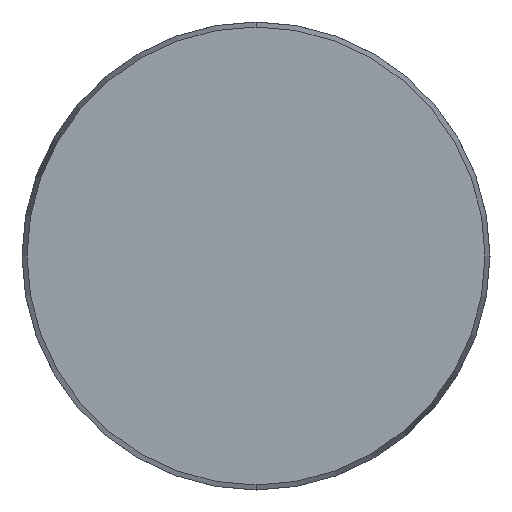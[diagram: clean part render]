
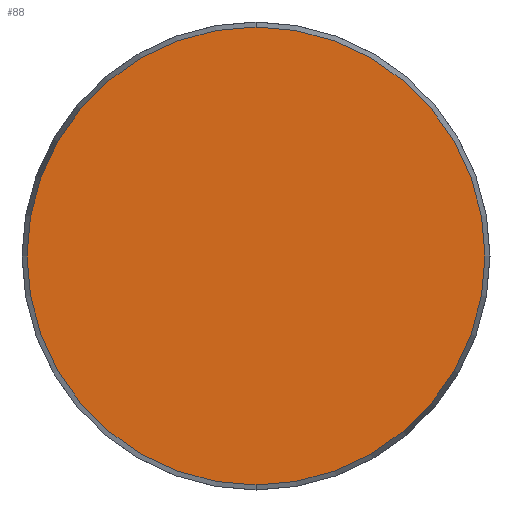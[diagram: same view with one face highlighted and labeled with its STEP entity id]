
A CAD part, front view. The second image highlights one B-rep face of the part: STEP entity #88.
In plain terms, the highlighted planar face has unit normal (0, -1, 0).
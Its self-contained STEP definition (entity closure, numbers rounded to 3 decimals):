
#20 = EDGE_CURVE ( 'NONE', #214, #662, #988, .T. ) ;
#26 = PLANE ( 'NONE',  #610 ) ;
#32 = CARTESIAN_POINT ( 'NONE',  ( -39.143, 0., 0. ) ) ;
#88 = ADVANCED_FACE ( 'NONE', ( #726 ), #26, .F. ) ;
#115 = CARTESIAN_POINT ( 'NONE',  ( 0., 0., -39.143 ) ) ;
#214 = VERTEX_POINT ( 'NONE', #295 ) ;
#230 = ORIENTED_EDGE ( 'NONE', *, *, #957, .T. ) ;
#245 = EDGE_LOOP ( 'NONE', ( #702, #230 ) ) ;
#264 = DIRECTION ( 'NONE',  ( 0., 0., 1. ) ) ;
#267 = DIRECTION ( 'NONE',  ( 0., -1., 0. ) ) ;
#295 = CARTESIAN_POINT ( 'NONE',  ( 0., 0., 39.143 ) ) ;
#403 = CARTESIAN_POINT ( 'NONE',  ( 0., 0., 0. ) ) ;
#487 = DIRECTION ( 'NONE',  ( 0., 0., -1. ) ) ;
#610 = AXIS2_PLACEMENT_3D ( 'NONE', #32, #650, #264 ) ;
#650 = DIRECTION ( 'NONE',  ( 0., 1., 0. ) ) ;
#662 = VERTEX_POINT ( 'NONE', #115 ) ;
#702 = ORIENTED_EDGE ( 'NONE', *, *, #20, .T. ) ;
#705 = CIRCLE ( 'NONE', #1005, 39.143 ) ;
#726 = FACE_OUTER_BOUND ( 'NONE', #245, .T. ) ;
#755 = AXIS2_PLACEMENT_3D ( 'NONE', #403, #784, #487 ) ;
#784 = DIRECTION ( 'NONE',  ( 0., -1., 0. ) ) ;
#880 = DIRECTION ( 'NONE',  ( 0., 0., -1. ) ) ;
#889 = CARTESIAN_POINT ( 'NONE',  ( 0., 0., 0. ) ) ;
#957 = EDGE_CURVE ( 'NONE', #662, #214, #705, .T. ) ;
#988 = CIRCLE ( 'NONE', #755, 39.143 ) ;
#1005 = AXIS2_PLACEMENT_3D ( 'NONE', #889, #267, #880 ) ;
